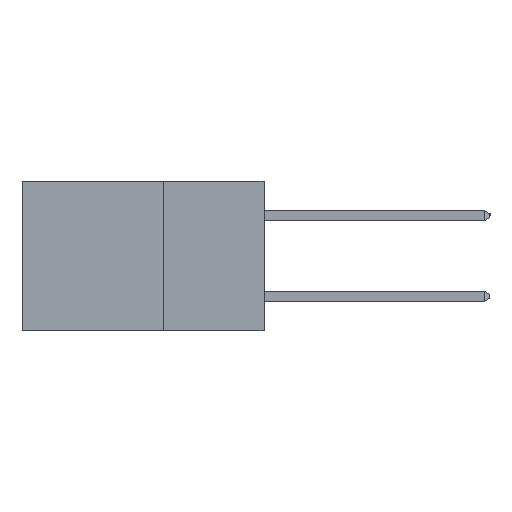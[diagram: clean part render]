
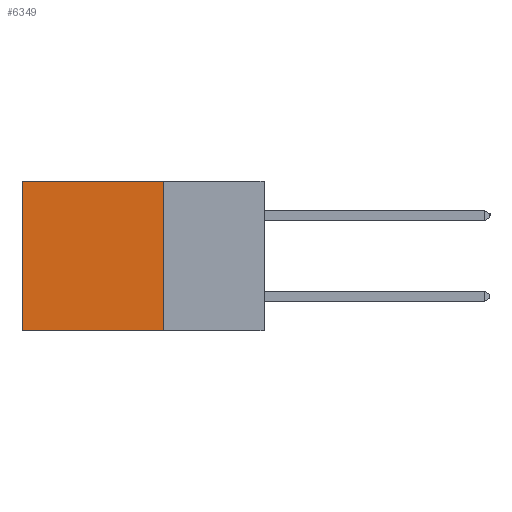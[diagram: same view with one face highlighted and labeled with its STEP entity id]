
A CAD part, left-side view. The second image highlights one B-rep face of the part: STEP entity #6349.
In plain terms, the highlighted planar face has unit normal (-1, 0, 0).
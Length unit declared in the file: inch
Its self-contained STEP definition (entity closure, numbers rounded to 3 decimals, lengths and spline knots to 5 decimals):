
#199 = CARTESIAN_POINT ( 'NONE',  ( 0.2615, 0.25, -0.37 ) ) ;
#490 = VERTEX_POINT ( 'NONE', #15684 ) ;
#820 = VERTEX_POINT ( 'NONE', #15164 ) ;
#1526 = LINE ( 'NONE', #15776, #4297 ) ;
#1828 = ORIENTED_EDGE ( 'NONE', *, *, #3606, .F. ) ;
#2963 = ORIENTED_EDGE ( 'NONE', *, *, #8322, .T. ) ;
#2981 = PLANE ( 'NONE',  #10818 ) ;
#3606 = EDGE_CURVE ( 'NONE', #20364, #820, #18263, .T. ) ;
#3985 = VERTEX_POINT ( 'NONE', #13262 ) ;
#4096 = DIRECTION ( 'NONE',  ( 0., 1., 0. ) ) ;
#4297 = VECTOR ( 'NONE', #14028, 39.37008 ) ;
#4444 = VECTOR ( 'NONE', #13636, 39.37008 ) ;
#6349 = ADVANCED_FACE ( 'NONE', ( #12582 ), #2981, .F. ) ;
#6394 = ORIENTED_EDGE ( 'NONE', *, *, #20001, .F. ) ;
#8322 = EDGE_CURVE ( 'NONE', #3985, #820, #1526, .T. ) ;
#10777 = EDGE_LOOP ( 'NONE', ( #2963, #1828, #6394, #15713 ) ) ;
#10818 = AXIS2_PLACEMENT_3D ( 'NONE', #199, #10932, #18679 ) ;
#10932 = DIRECTION ( 'NONE',  ( 1., 0., 0. ) ) ;
#12582 = FACE_OUTER_BOUND ( 'NONE', #10777, .T. ) ;
#12700 = VECTOR ( 'NONE', #4096, 39.37008 ) ;
#13102 = DIRECTION ( 'NONE',  ( 0., 0., -1. ) ) ;
#13262 = CARTESIAN_POINT ( 'NONE',  ( 0.2615, 0.6, 0. ) ) ;
#13300 = LINE ( 'NONE', #15065, #16696 ) ;
#13636 = DIRECTION ( 'NONE',  ( 0., 1., 0. ) ) ;
#14028 = DIRECTION ( 'NONE',  ( 0., 0., -1. ) ) ;
#14435 = CARTESIAN_POINT ( 'NONE',  ( 0.2615, 0.25, -0.37 ) ) ;
#15065 = CARTESIAN_POINT ( 'NONE',  ( 0.2615, 0.25, -0.37 ) ) ;
#15164 = CARTESIAN_POINT ( 'NONE',  ( 0.2615, 0.6, -0.37 ) ) ;
#15401 = CARTESIAN_POINT ( 'NONE',  ( 0.2615, 0.25, 0. ) ) ;
#15684 = CARTESIAN_POINT ( 'NONE',  ( 0.2615, 0.25, 0. ) ) ;
#15713 = ORIENTED_EDGE ( 'NONE', *, *, #18602, .T. ) ;
#15776 = CARTESIAN_POINT ( 'NONE',  ( 0.2615, 0.6, -0.37 ) ) ;
#16696 = VECTOR ( 'NONE', #13102, 39.37008 ) ;
#18065 = CARTESIAN_POINT ( 'NONE',  ( 0.2615, 0.25, -0.37 ) ) ;
#18263 = LINE ( 'NONE', #18065, #12700 ) ;
#18294 = LINE ( 'NONE', #15401, #4444 ) ;
#18602 = EDGE_CURVE ( 'NONE', #490, #3985, #18294, .T. ) ;
#18679 = DIRECTION ( 'NONE',  ( 0., 0., -1. ) ) ;
#20001 = EDGE_CURVE ( 'NONE', #490, #20364, #13300, .T. ) ;
#20364 = VERTEX_POINT ( 'NONE', #14435 ) ;
